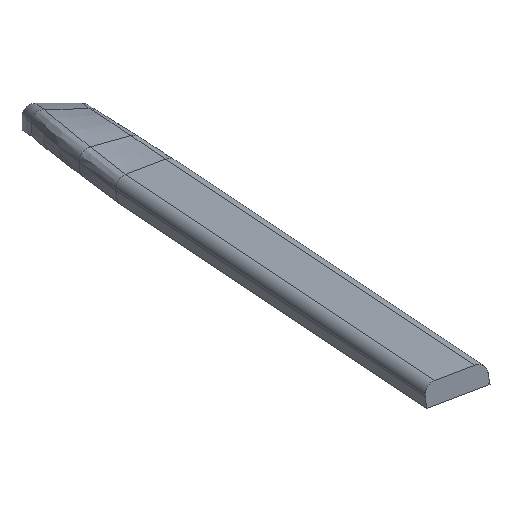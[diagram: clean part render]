
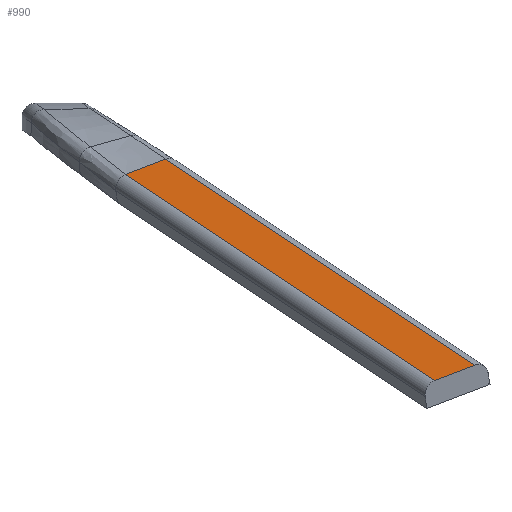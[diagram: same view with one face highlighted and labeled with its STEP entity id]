
A CAD part, front view. The second image highlights one B-rep face of the part: STEP entity #990.
In plain terms, the highlighted planar face has unit normal (-0.138, -0.443, 0.886).
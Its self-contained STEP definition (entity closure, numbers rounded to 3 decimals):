
#164=FACE_OUTER_BOUND('',#226,.T.);
#226=EDGE_LOOP('',(#814,#815,#816,#817,#818));
#305=LINE('',#1868,#382);
#306=LINE('',#1874,#383);
#307=LINE('',#1876,#384);
#308=LINE('',#1877,#385);
#309=LINE('',#1878,#386);
#382=VECTOR('',#1249,10.);
#383=VECTOR('',#1256,10.);
#384=VECTOR('',#1257,10.);
#385=VECTOR('',#1258,10.);
#386=VECTOR('',#1259,10.);
#466=VERTEX_POINT('',#1864);
#468=VERTEX_POINT('',#1867);
#469=VERTEX_POINT('',#1872);
#470=VERTEX_POINT('',#1873);
#471=VERTEX_POINT('',#1875);
#589=EDGE_CURVE('',#466,#468,#305,.T.);
#592=EDGE_CURVE('',#469,#470,#306,.T.);
#593=EDGE_CURVE('',#469,#471,#307,.T.);
#594=EDGE_CURVE('',#471,#468,#308,.T.);
#595=EDGE_CURVE('',#470,#466,#309,.T.);
#814=ORIENTED_EDGE('',*,*,#592,.F.);
#815=ORIENTED_EDGE('',*,*,#593,.T.);
#816=ORIENTED_EDGE('',*,*,#594,.T.);
#817=ORIENTED_EDGE('',*,*,#589,.F.);
#818=ORIENTED_EDGE('',*,*,#595,.F.);
#946=PLANE('',#1067);
#990=ADVANCED_FACE('',(#164),#946,.F.);
#1067=AXIS2_PLACEMENT_3D('',#1871,#1254,#1255);
#1249=DIRECTION('',(0.491,-0.807,-0.327));
#1254=DIRECTION('center_axis',(0.138,0.443,-0.886));
#1255=DIRECTION('ref_axis',(0.86,0.389,0.329));
#1256=DIRECTION('',(0.86,0.389,0.329));
#1257=DIRECTION('',(0.491,-0.807,-0.327));
#1258=DIRECTION('',(0.86,0.389,0.329));
#1259=DIRECTION('',(0.86,0.389,0.329));
#1864=CARTESIAN_POINT('',(-148.194,-38.286,1.994));
#1867=CARTESIAN_POINT('',(-101.771,-114.635,-28.955));
#1868=CARTESIAN_POINT('',(-148.194,-38.286,1.994));
#1871=CARTESIAN_POINT('Origin',(-154.215,-41.012,-0.311));
#1872=CARTESIAN_POINT('',(-154.215,-41.012,-0.311));
#1873=CARTESIAN_POINT('',(-151.204,-39.649,0.842));
#1874=CARTESIAN_POINT('',(-148.194,-38.286,1.994));
#1875=CARTESIAN_POINT('',(-107.791,-117.361,-31.26));
#1876=CARTESIAN_POINT('',(-154.215,-41.012,-0.311));
#1877=CARTESIAN_POINT('',(-101.771,-114.635,-28.955));
#1878=CARTESIAN_POINT('',(-148.194,-38.286,1.994));
